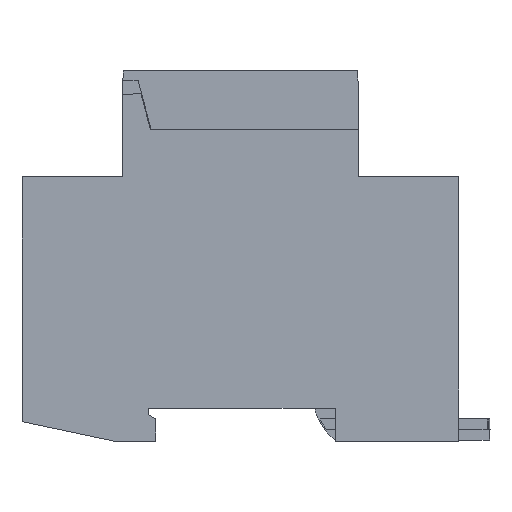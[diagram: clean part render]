
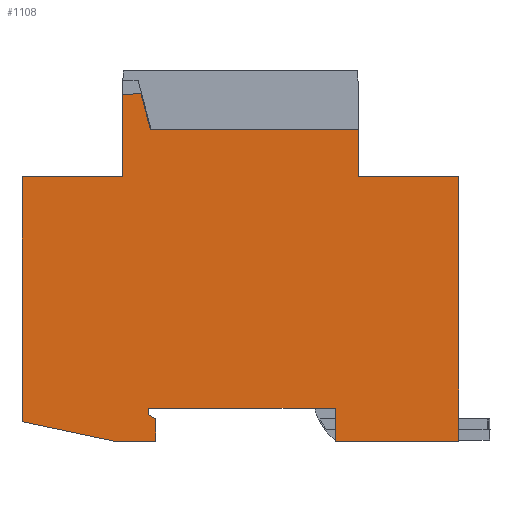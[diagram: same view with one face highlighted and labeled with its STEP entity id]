
A CAD part, left-side view. The second image highlights one B-rep face of the part: STEP entity #1108.
In plain terms, the highlighted planar face has unit normal (-1, 0, 0).
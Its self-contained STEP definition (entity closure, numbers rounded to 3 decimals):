
#1108=ADVANCED_FACE('',(#2313),#2314,.F.);
#2313=FACE_OUTER_BOUND('',#3599,.T.);
#2314=PLANE('',#3600);
#3599=EDGE_LOOP('',(#7138,#7139,#7140,#7141,#7142,#7143,#7144,#7145,#7146,#7147,#7148,#7149,#7150,#7151,#7152,#7153,#7154));
#3600=AXIS2_PLACEMENT_3D('',#7155,#7156,#7157);
#7138=ORIENTED_EDGE('',*,*,#9061,.T.);
#7139=ORIENTED_EDGE('',*,*,#9056,.T.);
#7140=ORIENTED_EDGE('',*,*,#9053,.T.);
#7141=ORIENTED_EDGE('',*,*,#9050,.T.);
#7142=ORIENTED_EDGE('',*,*,#9046,.T.);
#7143=ORIENTED_EDGE('',*,*,#9041,.T.);
#7144=ORIENTED_EDGE('',*,*,#9038,.T.);
#7145=ORIENTED_EDGE('',*,*,#9035,.T.);
#7146=ORIENTED_EDGE('',*,*,#9084,.F.);
#7147=ORIENTED_EDGE('',*,*,#9086,.T.);
#7148=ORIENTED_EDGE('',*,*,#9087,.F.);
#7149=ORIENTED_EDGE('',*,*,#9063,.F.);
#7150=ORIENTED_EDGE('',*,*,#9032,.T.);
#7151=ORIENTED_EDGE('',*,*,#9028,.T.);
#7152=ORIENTED_EDGE('',*,*,#9025,.F.);
#7153=ORIENTED_EDGE('',*,*,#9020,.T.);
#7154=ORIENTED_EDGE('',*,*,#9017,.T.);
#7155=CARTESIAN_POINT('',(0.0,47.393,20.875));
#7156=DIRECTION('',(1.0,0.0,0.0));
#7157=DIRECTION('',(0.0,0.0,-1.0));
#9017=EDGE_CURVE('',#11189,#11193,#11195,.T.);
#9020=EDGE_CURVE('',#11199,#11189,#11200,.T.);
#9025=EDGE_CURVE('',#11199,#11205,#11206,.T.);
#9028=EDGE_CURVE('',#11209,#11205,#11210,.T.);
#9032=EDGE_CURVE('',#11213,#11209,#11215,.T.);
#9035=EDGE_CURVE('',#11219,#11217,#11220,.T.);
#9038=EDGE_CURVE('',#11223,#11219,#11224,.T.);
#9041=EDGE_CURVE('',#11227,#11223,#11228,.T.);
#9046=EDGE_CURVE('',#11234,#11227,#11235,.T.);
#9050=EDGE_CURVE('',#11239,#11234,#11240,.T.);
#9053=EDGE_CURVE('',#11243,#11239,#11244,.T.);
#9056=EDGE_CURVE('',#11247,#11243,#11248,.T.);
#9061=EDGE_CURVE('',#11193,#11247,#11254,.T.);
#9063=EDGE_CURVE('',#11213,#11256,#11257,.T.);
#9084=EDGE_CURVE('',#11284,#11217,#11286,.T.);
#9086=EDGE_CURVE('',#11284,#11288,#11289,.T.);
#9087=EDGE_CURVE('',#11256,#11288,#11290,.T.);
#11189=VERTEX_POINT('',#14596);
#11193=VERTEX_POINT('',#14602);
#11195=LINE('',#14605,#14606);
#11199=VERTEX_POINT('',#14611);
#11200=LINE('',#14612,#14613);
#11205=VERTEX_POINT('',#14621);
#11206=LINE('',#14622,#14623);
#11209=VERTEX_POINT('',#14627);
#11210=LINE('',#14628,#14629);
#11213=VERTEX_POINT('',#14633);
#11215=LINE('',#14636,#14637);
#11217=VERTEX_POINT('',#14639);
#11219=VERTEX_POINT('',#14642);
#11220=LINE('',#14643,#14644);
#11223=VERTEX_POINT('',#14648);
#11224=LINE('',#14649,#14650);
#11227=VERTEX_POINT('',#14654);
#11228=LINE('',#14655,#14656);
#11234=VERTEX_POINT('',#14665);
#11235=LINE('',#14666,#14667);
#11239=VERTEX_POINT('',#14673);
#11240=LINE('',#14674,#14675);
#11243=VERTEX_POINT('',#14679);
#11244=LINE('',#14680,#14681);
#11247=VERTEX_POINT('',#14685);
#11248=LINE('',#14686,#14687);
#11254=LINE('',#14696,#14697);
#11256=VERTEX_POINT('',#14699);
#11257=LINE('',#14700,#14701);
#11284=VERTEX_POINT('',#14737);
#11286=LINE('',#14740,#14741);
#11288=VERTEX_POINT('',#14743);
#11289=LINE('',#14744,#14745);
#11290=LINE('',#14746,#14747);
#14596=CARTESIAN_POINT('',(0.0,88.893,50.2));
#14602=CARTESIAN_POINT('',(0.0,88.893,3.677));
#14605=CARTESIAN_POINT('',(0.0,88.893,41.75));
#14606=VECTOR('',#16432,1.0);
#14611=CARTESIAN_POINT('',(0.0,69.893,50.2));
#14612=CARTESIAN_POINT('',(0.0,82.643,50.2));
#14613=VECTOR('',#16434,1.0);
#14621=CARTESIAN_POINT('',(0.0,69.893,65.8));
#14622=CARTESIAN_POINT('',(0.0,69.893,20.875));
#14623=VECTOR('',#16438,1.0);
#14627=CARTESIAN_POINT('',(0.0,66.315,66.));
#14628=CARTESIAN_POINT('',(0.0,68.443,65.881));
#14629=VECTOR('',#16440,1.0);
#14633=CARTESIAN_POINT('',(0.0,64.493,59.2));
#14636=CARTESIAN_POINT('',(0.0,53.766,19.167));
#14637=VECTOR('',#16443,1.0);
#14639=CARTESIAN_POINT('',(0.0,5.893,0.));
#14642=CARTESIAN_POINT('',(0.0,29.338,0.));
#14643=CARTESIAN_POINT('',(0.0,27.851,0.));
#14644=VECTOR('',#16445,1.0);
#14648=CARTESIAN_POINT('',(0.0,29.393,6.2));
#14649=CARTESIAN_POINT('',(0.0,29.393,6.2));
#14650=VECTOR('',#16447,1.0);
#14654=CARTESIAN_POINT('',(0.0,64.893,6.2));
#14655=CARTESIAN_POINT('',(0.0,64.893,6.2));
#14656=VECTOR('',#16449,1.0);
#14665=CARTESIAN_POINT('',(0.0,64.903,5.05));
#14666=CARTESIAN_POINT('',(0.0,64.903,5.05));
#14667=VECTOR('',#16453,1.0);
#14673=CARTESIAN_POINT('',(0.0,63.443,4.207));
#14674=CARTESIAN_POINT('',(0.0,63.443,4.207));
#14675=VECTOR('',#16456,1.0);
#14679=CARTESIAN_POINT('',(0.0,63.443,0.));
#14680=CARTESIAN_POINT('',(0.0,63.443,0.5));
#14681=VECTOR('',#16458,1.0);
#14685=CARTESIAN_POINT('',(0.0,71.593,0.));
#14686=CARTESIAN_POINT('',(0.0,71.487,0.));
#14687=VECTOR('',#16460,1.0);
#14696=CARTESIAN_POINT('',(0.0,88.1,3.509));
#14697=VECTOR('',#16464,1.0);
#14699=CARTESIAN_POINT('',(0.0,24.893,59.2));
#14700=CARTESIAN_POINT('',(0.0,47.393,59.2));
#14701=VECTOR('',#16465,1.0);
#14737=CARTESIAN_POINT('',(0.0,5.893,50.2));
#14740=CARTESIAN_POINT('',(0.0,5.893,41.75));
#14741=VECTOR('',#16488,1.0);
#14743=CARTESIAN_POINT('',(0.0,24.893,50.2));
#14744=CARTESIAN_POINT('',(0.0,12.143,50.2));
#14745=VECTOR('',#16489,1.0);
#14746=CARTESIAN_POINT('',(0.0,24.893,58.525));
#14747=VECTOR('',#16490,1.0);
#16432=DIRECTION('',(0.0,0.0,-1.0));
#16434=DIRECTION('',(0.0,1.0,0.0));
#16438=DIRECTION('',(0.0,0.0,1.0));
#16440=DIRECTION('',(0.0,0.998,-0.056));
#16443=DIRECTION('',(0.0,0.259,0.966));
#16445=DIRECTION('',(0.0,-1.,0.));
#16447=DIRECTION('',(0.0,-0.009,-1.));
#16449=DIRECTION('',(0.0,-1.0,0.0));
#16453=DIRECTION('',(0.0,-0.009,1.));
#16456=DIRECTION('',(0.0,0.866,0.5));
#16458=DIRECTION('',(0.0,0.0,1.0));
#16460=DIRECTION('',(0.0,-1.0,0.0));
#16464=DIRECTION('',(0.0,-0.978,-0.208));
#16465=DIRECTION('',(0.0,-1.0,0.0));
#16488=DIRECTION('',(0.0,0.0,-1.0));
#16489=DIRECTION('',(0.0,1.0,0.0));
#16490=DIRECTION('',(0.0,0.0,-1.0));
